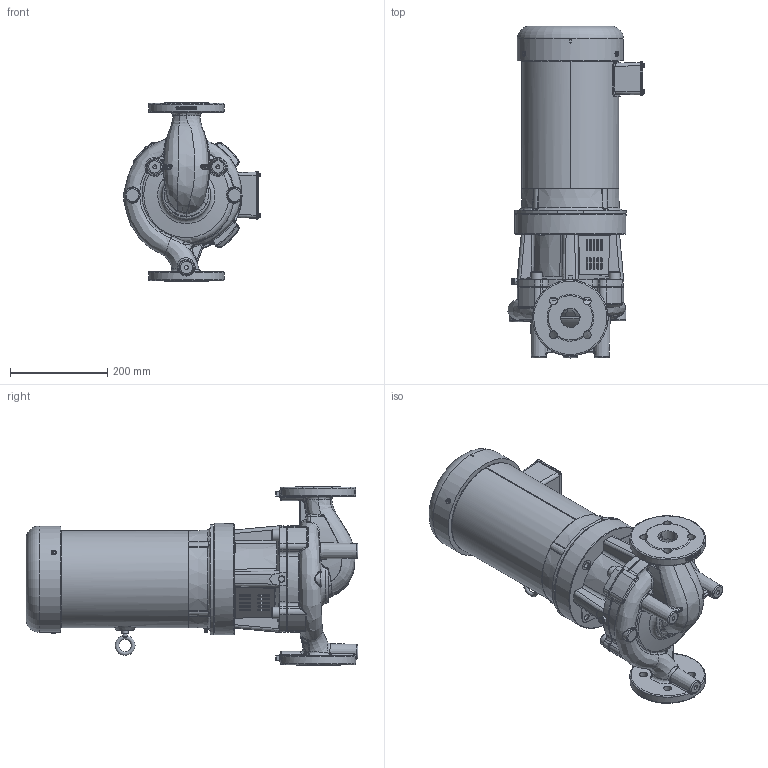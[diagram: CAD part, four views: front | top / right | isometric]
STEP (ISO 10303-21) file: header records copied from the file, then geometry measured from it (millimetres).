
FILE_DESCRIPTION(/* description */ (''),/* implementation_level */ '2;1');
FILE_NAME(/* name */ '2760752 - PUMP IL1.5-120_260-2-S1E 460V_3_60 TEFC_Shrinkwrap_1.stp',/* time_stamp */ '2022-03-21T16:05:11-05:00',/* author */ ('faliszekte'),/* organization */ (''),/* preprocessor_version */ 'ST-DEVELOPER v18.1',/* originating_system */ 'Autodesk Inventor 2021',/* authorisation */ '');
FILE_SCHEMA (('AUTOMOTIVE_DESIGN { 1 0 10303 214 3 1 1 }'));
Length unit declared in the file: inch
Products named in the file (1): 2760752 - PUMP IL1.5-120_260-2-S1E 460V_3_60 TEFC_Shrinkwrap_1
Bounding box: 279.85 x 682.69 x 368.3 mm (x, y, z)
Surface area: 935351.7 mm2 (no closed solid volume)
Topology: 0 solids, 23 shells, 2680 faces, 7607 edges, 4950 vertices
Faces by surface type: plane 1091, cylinder 744, bspline 551, cone 169, sphere 68, torus 57
Full cylindrical faces by diameter (mm): 3.768 x1, 8.141 x10, 8.38 x3, 8.6 x2, 9 x1, 9.652 x1, 10.516 x7, 11.1 x1, 12.548 x1, 13.495 x2, 13.5 x6, 16 x8, 23.812 x4, 27 x1, 33.05 x1, 34.919 x1, 116 x1, 155.45 x2, 215.862 x1, 218.328 x1, 229 x1
Entity records: 153553 total; most frequent: CARTESIAN_POINT 84676, ORIENTED_EDGE 14209, DIRECTION 12903, EDGE_CURVE 7562, VERTEX_POINT 4950, AXIS2_PLACEMENT_3D 4731, LINE 3441, VECTOR 3441
